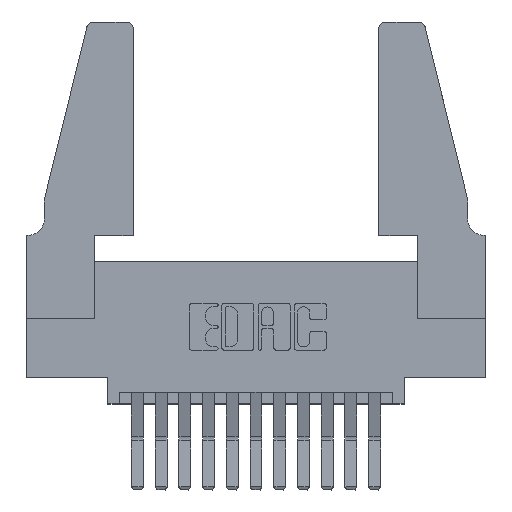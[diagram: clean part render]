
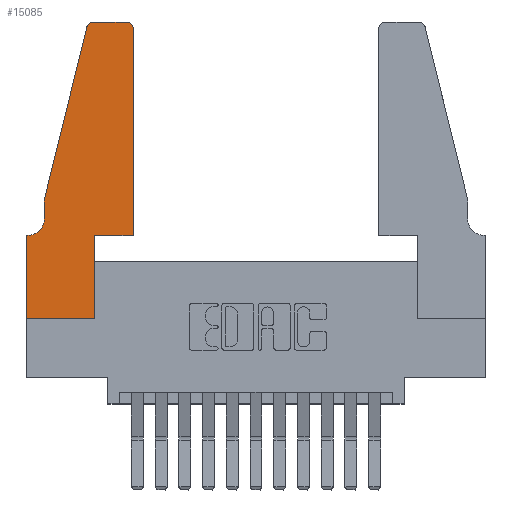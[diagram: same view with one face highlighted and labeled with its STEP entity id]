
A CAD part, top view. The second image highlights one B-rep face of the part: STEP entity #15085.
In plain terms, the highlighted planar face has unit normal (0, 0, 1).
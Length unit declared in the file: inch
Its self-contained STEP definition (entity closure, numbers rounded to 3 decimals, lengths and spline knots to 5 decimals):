
#591 = VECTOR ( 'NONE', #3017, 39.37008 ) ;
#622 = CARTESIAN_POINT ( 'NONE',  ( 0.2865, 0.35, 0.37 ) ) ;
#658 = DIRECTION ( 'NONE',  ( 1., 0., 0. ) ) ;
#829 = VERTEX_POINT ( 'NONE', #6623 ) ;
#885 = CIRCLE ( 'NONE', #10261, 0.07 ) ;
#922 = VERTEX_POINT ( 'NONE', #10229 ) ;
#959 = DIRECTION ( 'NONE',  ( 0., 1., 0. ) ) ;
#976 = VERTEX_POINT ( 'NONE', #13865 ) ;
#1011 = DIRECTION ( 'NONE',  ( -1., 0., 0. ) ) ;
#1024 = EDGE_CURVE ( 'NONE', #3359, #9532, #4986, .T. ) ;
#1071 = ORIENTED_EDGE ( 'NONE', *, *, #6009, .T. ) ;
#1164 = DIRECTION ( 'NONE',  ( 1., 0., 0. ) ) ;
#1169 = ORIENTED_EDGE ( 'NONE', *, *, #2224, .T. ) ;
#1387 = CARTESIAN_POINT ( 'NONE',  ( 0.0755, 0.5, 0.37 ) ) ;
#1393 = VERTEX_POINT ( 'NONE', #10307 ) ;
#1515 = FACE_OUTER_BOUND ( 'NONE', #5204, .T. ) ;
#1651 = ORIENTED_EDGE ( 'NONE', *, *, #15010, .T. ) ;
#1853 = LINE ( 'NONE', #6091, #2232 ) ;
#1885 = DIRECTION ( 'NONE',  ( 1., 0., 0. ) ) ;
#2224 = EDGE_CURVE ( 'NONE', #1393, #922, #1853, .T. ) ;
#2232 = VECTOR ( 'NONE', #4854, 39.37008 ) ;
#2296 = CARTESIAN_POINT ( 'NONE',  ( 0., 0.35, 0.37 ) ) ;
#2372 = DIRECTION ( 'NONE',  ( -0.239, -0.971, 0. ) ) ;
#2450 = ORIENTED_EDGE ( 'NONE', *, *, #12057, .T. ) ;
#2914 = VERTEX_POINT ( 'NONE', #13362 ) ;
#2936 = DIRECTION ( 'NONE',  ( -1., 0., 0. ) ) ;
#3017 = DIRECTION ( 'NONE',  ( 0., 1., 0. ) ) ;
#3037 = EDGE_CURVE ( 'NONE', #976, #3243, #6586, .T. ) ;
#3097 = AXIS2_PLACEMENT_3D ( 'NONE', #13977, #6001, #1164 ) ;
#3176 = LINE ( 'NONE', #10152, #11830 ) ;
#3236 = LINE ( 'NONE', #10686, #12794 ) ;
#3243 = VERTEX_POINT ( 'NONE', #2296 ) ;
#3252 = CARTESIAN_POINT ( 'NONE',  ( 0.0055, 0.42, 0.37 ) ) ;
#3359 = VERTEX_POINT ( 'NONE', #10713 ) ;
#3450 = VECTOR ( 'NONE', #2936, 39.37008 ) ;
#3653 = EDGE_CURVE ( 'NONE', #9532, #976, #885, .T. ) ;
#3896 = VECTOR ( 'NONE', #2372, 39.37008 ) ;
#4030 = CARTESIAN_POINT ( 'NONE',  ( 0., 0., 0.37 ) ) ;
#4854 = DIRECTION ( 'NONE',  ( -1., 0., 0. ) ) ;
#4986 = LINE ( 'NONE', #12786, #6630 ) ;
#5007 = LINE ( 'NONE', #1387, #3896 ) ;
#5056 = ORIENTED_EDGE ( 'NONE', *, *, #6397, .T. ) ;
#5131 = ORIENTED_EDGE ( 'NONE', *, *, #3037, .T. ) ;
#5141 = ORIENTED_EDGE ( 'NONE', *, *, #1024, .T. ) ;
#5204 = EDGE_LOOP ( 'NONE', ( #1169, #13982, #12315, #5141, #6487, #5131, #2450, #1071, #5056, #11563, #1651, #8122 ) ) ;
#5389 = CARTESIAN_POINT ( 'NONE',  ( 0.4505, 0.35, 0.37 ) ) ;
#5411 = CARTESIAN_POINT ( 'NONE',  ( 0.2865, 0.35, 0.37 ) ) ;
#6001 = DIRECTION ( 'NONE',  ( 0., 0., 1. ) ) ;
#6009 = EDGE_CURVE ( 'NONE', #13775, #7753, #7963, .T. ) ;
#6091 = CARTESIAN_POINT ( 'NONE',  ( 0.2605, 1.25, 0.37 ) ) ;
#6232 = AXIS2_PLACEMENT_3D ( 'NONE', #6770, #14818, #6579 ) ;
#6397 = EDGE_CURVE ( 'NONE', #7753, #14962, #10171, .T. ) ;
#6487 = ORIENTED_EDGE ( 'NONE', *, *, #3653, .T. ) ;
#6579 = DIRECTION ( 'NONE',  ( 1., 0., 0. ) ) ;
#6586 = LINE ( 'NONE', #7607, #3450 ) ;
#6623 = CARTESIAN_POINT ( 'NONE',  ( 0.4505, 0.35, 0.37 ) ) ;
#6630 = VECTOR ( 'NONE', #14263, 39.37008 ) ;
#6770 = CARTESIAN_POINT ( 'NONE',  ( 0.4205, 1.22, 0.37 ) ) ;
#6935 = DIRECTION ( 'NONE',  ( 0., 0., -1. ) ) ;
#7279 = EDGE_CURVE ( 'NONE', #922, #11064, #12406, .T. ) ;
#7607 = CARTESIAN_POINT ( 'NONE',  ( 0.0755, 0.35, 0.37 ) ) ;
#7753 = VERTEX_POINT ( 'NONE', #12440 ) ;
#7882 = CIRCLE ( 'NONE', #6232, 0.03 ) ;
#7951 = VECTOR ( 'NONE', #959, 39.37008 ) ;
#7963 = LINE ( 'NONE', #12405, #13655 ) ;
#8066 = EDGE_CURVE ( 'NONE', #11064, #3359, #5007, .T. ) ;
#8122 = ORIENTED_EDGE ( 'NONE', *, *, #10955, .T. ) ;
#9069 = CARTESIAN_POINT ( 'NONE',  ( 0.25487, 1.22718, 0.37 ) ) ;
#9090 = DIRECTION ( 'NONE',  ( 0., 0., 1. ) ) ;
#9532 = VERTEX_POINT ( 'NONE', #15150 ) ;
#10152 = CARTESIAN_POINT ( 'NONE',  ( 0.4505, 0.35, 0.37 ) ) ;
#10171 = LINE ( 'NONE', #5411, #7951 ) ;
#10211 = CARTESIAN_POINT ( 'NONE',  ( 0., 0.35, 0.37 ) ) ;
#10229 = CARTESIAN_POINT ( 'NONE',  ( 0.284, 1.25, 0.37 ) ) ;
#10261 = AXIS2_PLACEMENT_3D ( 'NONE', #3252, #6935, #1011 ) ;
#10307 = CARTESIAN_POINT ( 'NONE',  ( 0.4205, 1.25, 0.37 ) ) ;
#10686 = CARTESIAN_POINT ( 'NONE',  ( 0., 0., 0.37 ) ) ;
#10713 = CARTESIAN_POINT ( 'NONE',  ( 0.0755, 0.5, 0.37 ) ) ;
#10955 = EDGE_CURVE ( 'NONE', #2914, #1393, #7882, .T. ) ;
#11064 = VERTEX_POINT ( 'NONE', #9069 ) ;
#11563 = ORIENTED_EDGE ( 'NONE', *, *, #13298, .T. ) ;
#11830 = VECTOR ( 'NONE', #658, 39.37008 ) ;
#12057 = EDGE_CURVE ( 'NONE', #3243, #13775, #3236, .T. ) ;
#12315 = ORIENTED_EDGE ( 'NONE', *, *, #8066, .T. ) ;
#12405 = CARTESIAN_POINT ( 'NONE',  ( 0., 0., 0.37 ) ) ;
#12406 = CIRCLE ( 'NONE', #3097, 0.03 ) ;
#12440 = CARTESIAN_POINT ( 'NONE',  ( 0.2865, 0., 0.37 ) ) ;
#12786 = CARTESIAN_POINT ( 'NONE',  ( 0.0755, 0.5, 0.37 ) ) ;
#12794 = VECTOR ( 'NONE', #14253, 39.37008 ) ;
#13298 = EDGE_CURVE ( 'NONE', #14962, #829, #3176, .T. ) ;
#13362 = CARTESIAN_POINT ( 'NONE',  ( 0.4505, 1.22, 0.37 ) ) ;
#13655 = VECTOR ( 'NONE', #1885, 39.37008 ) ;
#13664 = AXIS2_PLACEMENT_3D ( 'NONE', #10211, #9090, #14844 ) ;
#13775 = VERTEX_POINT ( 'NONE', #4030 ) ;
#13865 = CARTESIAN_POINT ( 'NONE',  ( 0.0055, 0.35, 0.37 ) ) ;
#13977 = CARTESIAN_POINT ( 'NONE',  ( 0.284, 1.22, 0.37 ) ) ;
#13982 = ORIENTED_EDGE ( 'NONE', *, *, #7279, .T. ) ;
#14174 = LINE ( 'NONE', #5389, #591 ) ;
#14253 = DIRECTION ( 'NONE',  ( 0., -1., 0. ) ) ;
#14263 = DIRECTION ( 'NONE',  ( 0., -1., 0. ) ) ;
#14623 = PLANE ( 'NONE',  #13664 ) ;
#14818 = DIRECTION ( 'NONE',  ( 0., 0., 1. ) ) ;
#14844 = DIRECTION ( 'NONE',  ( 1., 0., 0. ) ) ;
#14962 = VERTEX_POINT ( 'NONE', #622 ) ;
#15010 = EDGE_CURVE ( 'NONE', #829, #2914, #14174, .T. ) ;
#15085 = ADVANCED_FACE ( 'NONE', ( #1515 ), #14623, .T. ) ;
#15150 = CARTESIAN_POINT ( 'NONE',  ( 0.0755, 0.42, 0.37 ) ) ;
